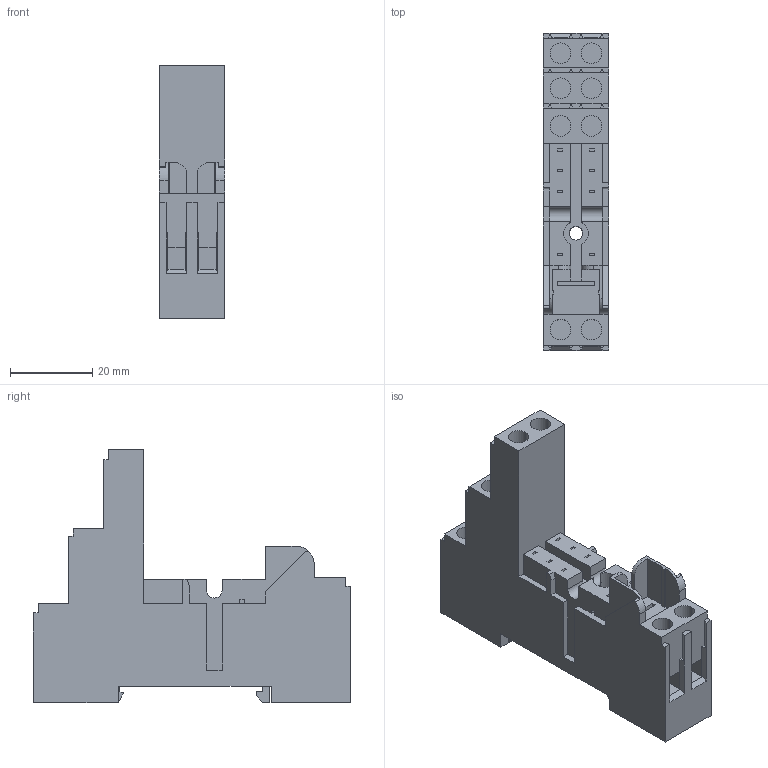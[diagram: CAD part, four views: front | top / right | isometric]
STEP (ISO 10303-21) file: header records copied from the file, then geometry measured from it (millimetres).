
FILE_DESCRIPTION(('CATIA V5R24 STEP','CAx-IF Rec.Pracs.--- Model Styling and Organization---1.2---2011-12-15'),'2;1');
FILE_NAME ('7028357_8', '2015-12-15T07:27:32+00:00', ('Weidmueller Interface'), ('Weidmueller'), 'CATIA Version 5-6 Release 2014 SP4', 'CATIA V5 STEP AP214', 'none');
FILE_SCHEMA(('AUTOMOTIVE_DESIGN { 1 0 10303 214 1 1 1 1 }'));
Length unit declared in the file: millimetre
Products named in the file (1): 8869490000
Bounding box: 15.8 x 77 x 61.5 mm (x, y, z)
Volume: 35545.3 mm3; surface area: 13135.4 mm2
Topology: 1 solids, 1 shells, 318 faces, 945 edges, 647 vertices
Faces by surface type: plane 288, cylinder 30
Entity records: 10147 total; most frequent: ORIENTED_EDGE 1890, CARTESIAN_POINT 1811, DIRECTION 1281, EDGE_CURVE 945, VECTOR 855, LINE 855, VERTEX_POINT 647, EDGE_LOOP 338
